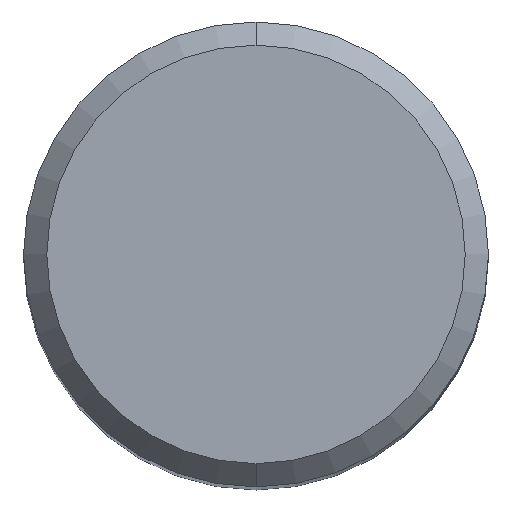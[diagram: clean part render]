
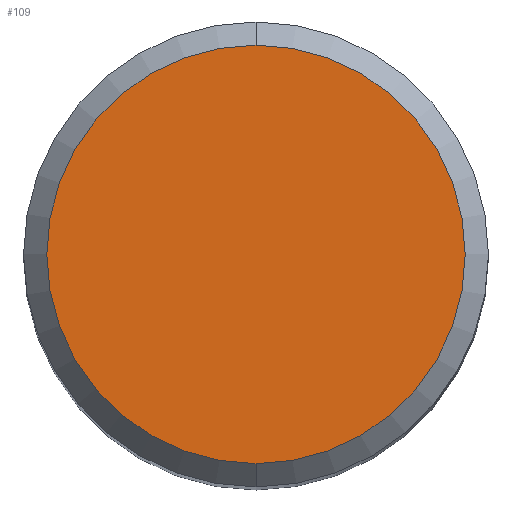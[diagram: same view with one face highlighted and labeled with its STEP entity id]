
A CAD part, top view. The second image highlights one B-rep face of the part: STEP entity #109.
In plain terms, the highlighted planar face has unit normal (0, 0, 1).
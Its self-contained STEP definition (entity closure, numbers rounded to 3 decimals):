
#109=ADVANCED_FACE('',(#262),#263,.T.);
#115=VERTEX_POINT('',#269);
#191=EDGE_CURVE('',#199,#115,#353,.T.);
#199=VERTEX_POINT('',#363);
#219=EDGE_CURVE('',#115,#199,#387,.T.);
#262=FACE_OUTER_BOUND('',#426,.T.);
#263=PLANE('',#427);
#269=CARTESIAN_POINT('',(0.,-5.4,0.));
#353=CIRCLE('',#542,5.4);
#363=CARTESIAN_POINT('',(0.0,5.4,0.));
#387=CIRCLE('',#581,5.4);
#426=EDGE_LOOP('',(#620,#621));
#427=AXIS2_PLACEMENT_3D('',#622,#623,#624);
#542=AXIS2_PLACEMENT_3D('',#732,#733,#734);
#581=AXIS2_PLACEMENT_3D('',#786,#787,#788);
#620=ORIENTED_EDGE('',*,*,#191,.F.);
#621=ORIENTED_EDGE('',*,*,#219,.F.);
#622=CARTESIAN_POINT('',(0.0,2.7,0.));
#623=DIRECTION('',(-0.0,0.0,1.0));
#624=DIRECTION('',(0.0,-1.0,0.0));
#732=CARTESIAN_POINT('',(0.0,0.0,0.));
#733=DIRECTION('',(0.0,0.0,-1.0));
#734=DIRECTION('',(0.0,1.0,0.0));
#786=CARTESIAN_POINT('',(0.0,0.0,0.));
#787=DIRECTION('',(0.0,0.0,-1.0));
#788=DIRECTION('',(0.0,1.0,0.0));
